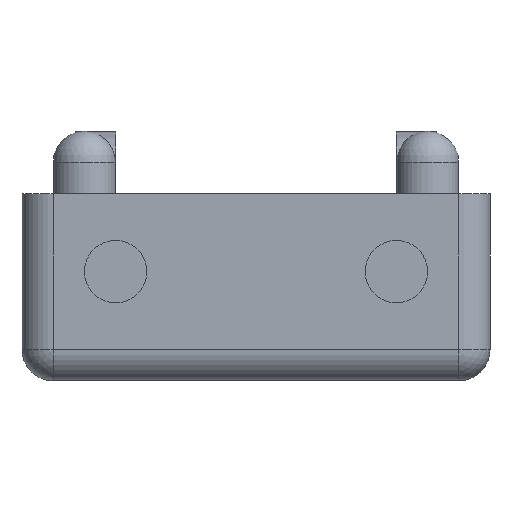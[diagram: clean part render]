
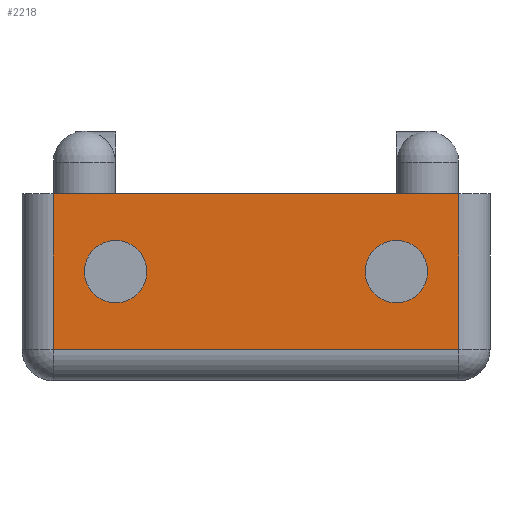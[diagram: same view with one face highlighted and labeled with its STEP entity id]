
A CAD part, left-side view. The second image highlights one B-rep face of the part: STEP entity #2218.
In plain terms, the highlighted planar face has unit normal (-1, 0, 0).
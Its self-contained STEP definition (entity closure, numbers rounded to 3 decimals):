
#67=FACE_BOUND('',#461,.T.);
#68=FACE_BOUND('',#462,.T.);
#162=PLANE('',#2541);
#297=FACE_OUTER_BOUND('',#460,.T.);
#460=EDGE_LOOP('',(#1758,#1759,#1760,#1761));
#461=EDGE_LOOP('',(#1762));
#462=EDGE_LOOP('',(#1763));
#614=LINE('',#3605,#817);
#619=LINE('',#3618,#822);
#628=LINE('',#3652,#831);
#631=LINE('',#3656,#834);
#817=VECTOR('',#2933,10.);
#822=VECTOR('',#2946,10.);
#831=VECTOR('',#2985,10.);
#834=VECTOR('',#2990,10.);
#989=CIRCLE('',#2457,10.);
#991=CIRCLE('',#2461,10.);
#1075=VERTEX_POINT('',#3447);
#1077=VERTEX_POINT('',#3454);
#1124=VERTEX_POINT('',#3594);
#1127=VERTEX_POINT('',#3601);
#1132=VERTEX_POINT('',#3617);
#1141=VERTEX_POINT('',#3646);
#1274=EDGE_CURVE('',#1075,#1075,#989,.T.);
#1277=EDGE_CURVE('',#1077,#1077,#991,.T.);
#1346=EDGE_CURVE('',#1124,#1127,#614,.T.);
#1352=EDGE_CURVE('',#1127,#1132,#619,.T.);
#1370=EDGE_CURVE('',#1132,#1141,#628,.T.);
#1373=EDGE_CURVE('',#1141,#1124,#631,.T.);
#1758=ORIENTED_EDGE('',*,*,#1346,.F.);
#1759=ORIENTED_EDGE('',*,*,#1373,.F.);
#1760=ORIENTED_EDGE('',*,*,#1370,.F.);
#1761=ORIENTED_EDGE('',*,*,#1352,.F.);
#1762=ORIENTED_EDGE('',*,*,#1274,.T.);
#1763=ORIENTED_EDGE('',*,*,#1277,.T.);
#2218=ADVANCED_FACE('',(#297,#67,#68),#162,.T.);
#2457=AXIS2_PLACEMENT_3D('',#3449,#2766,#2767);
#2461=AXIS2_PLACEMENT_3D('',#3456,#2775,#2776);
#2541=AXIS2_PLACEMENT_3D('',#3657,#2991,#2992);
#2766=DIRECTION('center_axis',(1.,0.,0.));
#2767=DIRECTION('ref_axis',(0.,0.,-1.));
#2775=DIRECTION('center_axis',(1.,0.,0.));
#2776=DIRECTION('ref_axis',(0.,0.,-1.));
#2933=DIRECTION('',(0.,0.,1.));
#2946=DIRECTION('',(0.,-1.,0.));
#2985=DIRECTION('',(0.,0.,-1.));
#2990=DIRECTION('',(0.,1.,0.));
#2991=DIRECTION('center_axis',(-1.,0.,0.));
#2992=DIRECTION('ref_axis',(0.,-1.,0.));
#3447=CARTESIAN_POINT('',(-150.,-45.,45.));
#3449=CARTESIAN_POINT('Origin',(-150.,-45.,35.));
#3454=CARTESIAN_POINT('',(-150.,45.,45.));
#3456=CARTESIAN_POINT('Origin',(-150.,45.,35.));
#3594=CARTESIAN_POINT('',(-150.,65.,10.));
#3601=CARTESIAN_POINT('',(-150.,65.,60.));
#3605=CARTESIAN_POINT('',(-150.,65.,0.));
#3617=CARTESIAN_POINT('',(-150.,-65.,60.));
#3618=CARTESIAN_POINT('',(-150.,-75.,60.));
#3646=CARTESIAN_POINT('',(-150.,-65.,10.));
#3652=CARTESIAN_POINT('',(-150.,-65.,0.));
#3656=CARTESIAN_POINT('',(-150.,37.5,10.));
#3657=CARTESIAN_POINT('Origin',(-150.,75.,0.));
